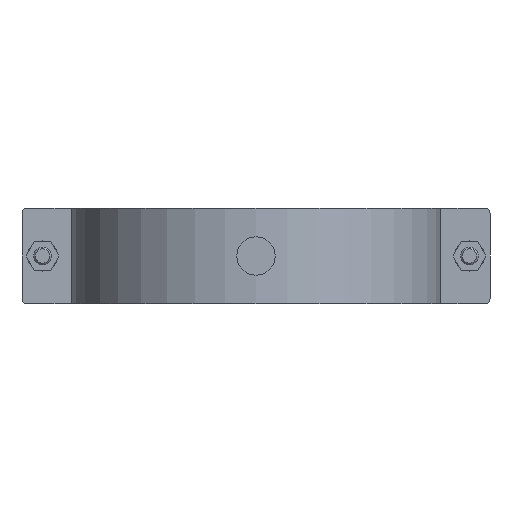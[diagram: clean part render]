
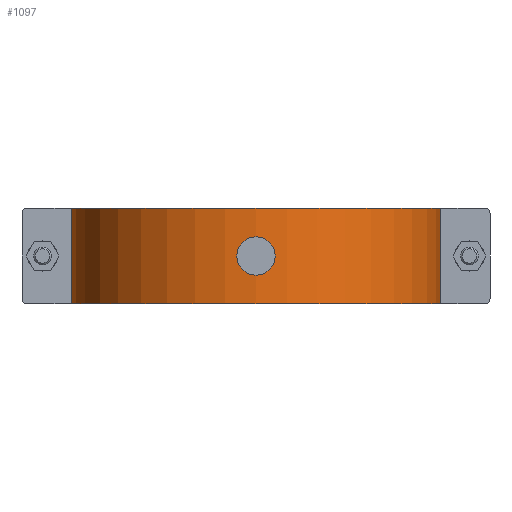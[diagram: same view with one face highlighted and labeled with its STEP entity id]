
A CAD part, front view. The second image highlights one B-rep face of the part: STEP entity #1097.
In plain terms, the highlighted cylindrical face has radius 67.5 mm (diameter 135 mm), a partial arc.
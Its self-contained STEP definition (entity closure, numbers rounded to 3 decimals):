
#28 = CARTESIAN_POINT ( 'NONE',  ( 67.381, -4., -17.5 ) ) ;
#99 = CARTESIAN_POINT ( 'NONE',  ( -67.381, -4., 17.5 ) ) ;
#124 = CARTESIAN_POINT ( 'NONE',  ( -67.381, -4., 17.5 ) ) ;
#139 = AXIS2_PLACEMENT_3D ( 'NONE', #553, #527, #2650 ) ;
#212 = CARTESIAN_POINT ( 'NONE',  ( 67.381, -4., 17.5 ) ) ;
#228 = AXIS2_PLACEMENT_3D ( 'NONE', #1946, #1547, #2529 ) ;
#282 = CIRCLE ( 'NONE', #139, 67.5 ) ;
#513 = VERTEX_POINT ( 'NONE', #2729 ) ;
#527 = DIRECTION ( 'NONE',  ( 0., 0., 1. ) ) ;
#553 = CARTESIAN_POINT ( 'NONE',  ( 0., 0., 17.5 ) ) ;
#698 = VECTOR ( 'NONE', #971, 1000. ) ;
#801 = EDGE_CURVE ( 'NONE', #2045, #513, #2447, .T. ) ;
#910 = CIRCLE ( 'NONE', #1617, 67.5 ) ;
#971 = DIRECTION ( 'NONE',  ( 0., 0., -1. ) ) ;
#1084 = FACE_OUTER_BOUND ( 'NONE', #1385, .T. ) ;
#1097 = ADVANCED_FACE ( 'NONE', ( #1084 ), #1532, .T. ) ;
#1385 = EDGE_LOOP ( 'NONE', ( #2121, #2114, #1781, #1469 ) ) ;
#1469 = ORIENTED_EDGE ( 'NONE', *, *, #801, .T. ) ;
#1494 = VECTOR ( 'NONE', #2214, 1000. ) ;
#1499 = VERTEX_POINT ( 'NONE', #212 ) ;
#1532 = CYLINDRICAL_SURFACE ( 'NONE', #228, 67.5 ) ;
#1538 = DIRECTION ( 'NONE',  ( 0., 0., 1. ) ) ;
#1547 = DIRECTION ( 'NONE',  ( 0., 0., -1. ) ) ;
#1572 = VERTEX_POINT ( 'NONE', #28 ) ;
#1617 = AXIS2_PLACEMENT_3D ( 'NONE', #2594, #1538, #2389 ) ;
#1781 = ORIENTED_EDGE ( 'NONE', *, *, #2485, .F. ) ;
#1812 = CARTESIAN_POINT ( 'NONE',  ( 67.381, -4., 17.5 ) ) ;
#1924 = EDGE_CURVE ( 'NONE', #513, #1572, #910, .T. ) ;
#1946 = CARTESIAN_POINT ( 'NONE',  ( 0., 0., 17.5 ) ) ;
#2025 = LINE ( 'NONE', #1812, #1494 ) ;
#2045 = VERTEX_POINT ( 'NONE', #124 ) ;
#2114 = ORIENTED_EDGE ( 'NONE', *, *, #2421, .F. ) ;
#2121 = ORIENTED_EDGE ( 'NONE', *, *, #1924, .T. ) ;
#2214 = DIRECTION ( 'NONE',  ( 0., 0., -1. ) ) ;
#2389 = DIRECTION ( 'NONE',  ( 1., 0., 0. ) ) ;
#2421 = EDGE_CURVE ( 'NONE', #1499, #1572, #2025, .T. ) ;
#2447 = LINE ( 'NONE', #99, #698 ) ;
#2485 = EDGE_CURVE ( 'NONE', #2045, #1499, #282, .T. ) ;
#2529 = DIRECTION ( 'NONE',  ( -1., 0., 0. ) ) ;
#2594 = CARTESIAN_POINT ( 'NONE',  ( 0., 0., -17.5 ) ) ;
#2650 = DIRECTION ( 'NONE',  ( 1., 0., 0. ) ) ;
#2729 = CARTESIAN_POINT ( 'NONE',  ( -67.381, -4., -17.5 ) ) ;
